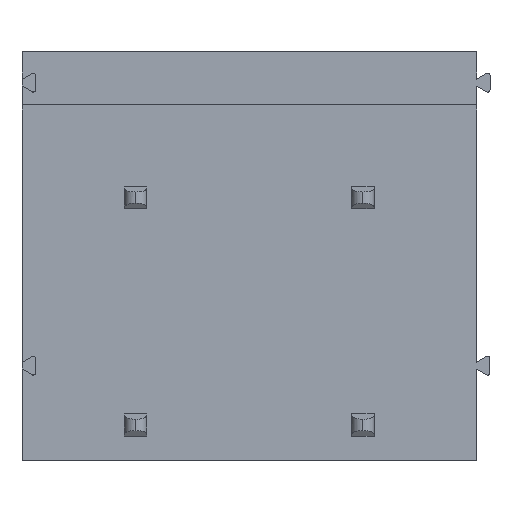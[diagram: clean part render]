
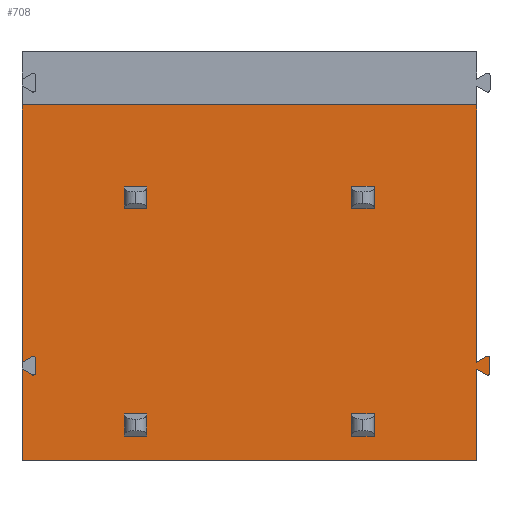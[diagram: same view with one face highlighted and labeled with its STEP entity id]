
A CAD part, front view. The second image highlights one B-rep face of the part: STEP entity #708.
In plain terms, the highlighted planar face has unit normal (0, -1, 0).
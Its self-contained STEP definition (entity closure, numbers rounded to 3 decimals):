
#11 = CIRCLE ( 'NONE', #1778, 0.1 ) ;
#63 = CARTESIAN_POINT ( 'NONE',  ( 0., 0., 0. ) ) ;
#124 = VECTOR ( 'NONE', #5927, 1000. ) ;
#126 = DIRECTION ( 'NONE',  ( 0., 1., 0. ) ) ;
#152 = CARTESIAN_POINT ( 'NONE',  ( 9.86, 0., -9.15 ) ) ;
#206 = CARTESIAN_POINT ( 'NONE',  ( 9.86, 0., -9.15 ) ) ;
#207 = DIRECTION ( 'NONE',  ( 0., 0., 1. ) ) ;
#337 = CARTESIAN_POINT ( 'NONE',  ( 10.46, 0., -5.225 ) ) ;
#339 = DIRECTION ( 'NONE',  ( 0., 1., 0. ) ) ;
#358 = EDGE_CURVE ( 'NONE', #5997, #1725, #4521, .T. ) ;
#373 = CIRCLE ( 'NONE', #4665, 0.1 ) ;
#379 = VERTEX_POINT ( 'NONE', #661 ) ;
#467 = VECTOR ( 'NONE', #926, 1000. ) ;
#478 = CARTESIAN_POINT ( 'NONE',  ( 10.31, 0., -5.312 ) ) ;
#525 = ORIENTED_EDGE ( 'NONE', *, *, #4999, .F. ) ;
#542 = DIRECTION ( 'NONE',  ( 1., 0., 0. ) ) ;
#586 = EDGE_CURVE ( 'NONE', #4638, #4384, #803, .T. ) ;
#615 = CARTESIAN_POINT ( 'NONE',  ( 9.86, 0., -9.15 ) ) ;
#632 = DIRECTION ( 'NONE',  ( 0., 1., 0. ) ) ;
#661 = CARTESIAN_POINT ( 'NONE',  ( 9.86, 0., -4.748 ) ) ;
#708 = ADVANCED_FACE ( 'NONE', ( #1739 ), #2777, .F. ) ;
#786 = DIRECTION ( 'NONE',  ( 0., 0., 1. ) ) ;
#803 = LINE ( 'NONE', #4508, #3545 ) ;
#814 = CARTESIAN_POINT ( 'NONE',  ( -10.01, 0., -5.312 ) ) ;
#852 = DIRECTION ( 'NONE',  ( 0., 0., -1. ) ) ;
#856 = DIRECTION ( 'NONE',  ( 0., 0., 1. ) ) ;
#890 = LINE ( 'NONE', #5315, #1398 ) ;
#906 = DIRECTION ( 'NONE',  ( 0.866, 0., 0.5 ) ) ;
#911 = ORIENTED_EDGE ( 'NONE', *, *, #4208, .T. ) ;
#926 = DIRECTION ( 'NONE',  ( 0.866, 0., 0.5 ) ) ;
#981 = EDGE_CURVE ( 'NONE', #2214, #5997, #1194, .T. ) ;
#992 = CARTESIAN_POINT ( 'NONE',  ( -9.86, 0., -4.575 ) ) ;
#1004 = CARTESIAN_POINT ( 'NONE',  ( 10.46, 0., -4.575 ) ) ;
#1046 = LINE ( 'NONE', #1388, #467 ) ;
#1059 = ORIENTED_EDGE ( 'NONE', *, *, #4169, .F. ) ;
#1088 = ORIENTED_EDGE ( 'NONE', *, *, #1204, .T. ) ;
#1089 = VECTOR ( 'NONE', #207, 1000. ) ;
#1091 = EDGE_CURVE ( 'NONE', #379, #1863, #1046, .T. ) ;
#1136 = CARTESIAN_POINT ( 'NONE',  ( -10.46, 0., 6.75 ) ) ;
#1149 = LINE ( 'NONE', #337, #3597 ) ;
#1194 = CIRCLE ( 'NONE', #2556, 0.1 ) ;
#1204 = EDGE_CURVE ( 'NONE', #3802, #1695, #3512, .T. ) ;
#1213 = CARTESIAN_POINT ( 'NONE',  ( -9.96, 0., -5.225 ) ) ;
#1236 = LINE ( 'NONE', #4453, #1089 ) ;
#1243 = CARTESIAN_POINT ( 'NONE',  ( -10.46, 0., -9.15 ) ) ;
#1302 = DIRECTION ( 'NONE',  ( 0., 0., -1. ) ) ;
#1349 = CARTESIAN_POINT ( 'NONE',  ( 9.86, 0., -5.052 ) ) ;
#1370 = EDGE_CURVE ( 'NONE', #1725, #1909, #1423, .T. ) ;
#1388 = CARTESIAN_POINT ( 'NONE',  ( 9.86, 0., -4.748 ) ) ;
#1398 = VECTOR ( 'NONE', #542, 1000. ) ;
#1423 = LINE ( 'NONE', #206, #4566 ) ;
#1434 = AXIS2_PLACEMENT_3D ( 'NONE', #1978, #126, #5806 ) ;
#1550 = EDGE_CURVE ( 'NONE', #1697, #4990, #5306, .T. ) ;
#1585 = VERTEX_POINT ( 'NONE', #2577 ) ;
#1652 = ORIENTED_EDGE ( 'NONE', *, *, #5440, .F. ) ;
#1658 = EDGE_CURVE ( 'NONE', #3802, #3732, #4182, .T. ) ;
#1695 = VERTEX_POINT ( 'NONE', #1741 ) ;
#1697 = VERTEX_POINT ( 'NONE', #814 ) ;
#1702 = EDGE_LOOP ( 'NONE', ( #4343, #5902, #4977, #4088, #6017, #5873, #1652, #3766, #1059, #2323, #525, #3113, #5518, #1088, #3876, #5301, #2342, #911 ) ) ;
#1725 = VERTEX_POINT ( 'NONE', #1349 ) ;
#1739 = FACE_OUTER_BOUND ( 'NONE', #1702, .T. ) ;
#1741 = CARTESIAN_POINT ( 'NONE',  ( -10.01, 0., -4.488 ) ) ;
#1759 = CARTESIAN_POINT ( 'NONE',  ( 10.36, 0., -5.325 ) ) ;
#1778 = AXIS2_PLACEMENT_3D ( 'NONE', #1213, #5557, #786 ) ;
#1863 = VERTEX_POINT ( 'NONE', #5819 ) ;
#1909 = VERTEX_POINT ( 'NONE', #152 ) ;
#1940 = DIRECTION ( 'NONE',  ( 0., 0., -1. ) ) ;
#1978 = CARTESIAN_POINT ( 'NONE',  ( -9.96, 0., -5.225 ) ) ;
#2077 = VERTEX_POINT ( 'NONE', #4431 ) ;
#2085 = VECTOR ( 'NONE', #856, 1000. ) ;
#2149 = DIRECTION ( 'NONE',  ( -1., 0., 0. ) ) ;
#2167 = DIRECTION ( 'NONE',  ( 0., 0., 1. ) ) ;
#2214 = VERTEX_POINT ( 'NONE', #1759 ) ;
#2257 = LINE ( 'NONE', #615, #3156 ) ;
#2323 = ORIENTED_EDGE ( 'NONE', *, *, #1091, .F. ) ;
#2342 = ORIENTED_EDGE ( 'NONE', *, *, #3841, .T. ) ;
#2400 = DIRECTION ( 'NONE',  ( 0., 1., 0. ) ) ;
#2472 = DIRECTION ( 'NONE',  ( 0., 0., -1. ) ) ;
#2518 = CARTESIAN_POINT ( 'NONE',  ( -10.46, 0., -5.052 ) ) ;
#2556 = AXIS2_PLACEMENT_3D ( 'NONE', #5554, #339, #5573 ) ;
#2577 = CARTESIAN_POINT ( 'NONE',  ( -10.46, 0., -9.15 ) ) ;
#2706 = EDGE_CURVE ( 'NONE', #3732, #5733, #890, .T. ) ;
#2718 = CARTESIAN_POINT ( 'NONE',  ( -10.46, 0., -9.15 ) ) ;
#2765 = AXIS2_PLACEMENT_3D ( 'NONE', #4828, #4297, #1940 ) ;
#2777 = PLANE ( 'NONE',  #5125 ) ;
#2844 = CIRCLE ( 'NONE', #2765, 0.1 ) ;
#2955 = LINE ( 'NONE', #1243, #5571 ) ;
#2991 = EDGE_CURVE ( 'NONE', #1909, #1585, #2955, .T. ) ;
#3113 = ORIENTED_EDGE ( 'NONE', *, *, #2706, .F. ) ;
#3128 = CARTESIAN_POINT ( 'NONE',  ( -10.01, 0., -5.312 ) ) ;
#3156 = VECTOR ( 'NONE', #2472, 1000. ) ;
#3360 = EDGE_CURVE ( 'NONE', #1695, #4638, #373, .T. ) ;
#3380 = CIRCLE ( 'NONE', #1434, 0.1 ) ;
#3401 = DIRECTION ( 'NONE',  ( 0., 0., 1. ) ) ;
#3512 = LINE ( 'NONE', #5168, #3739 ) ;
#3545 = VECTOR ( 'NONE', #852, 1000. ) ;
#3597 = VECTOR ( 'NONE', #1302, 1000. ) ;
#3732 = VERTEX_POINT ( 'NONE', #1136 ) ;
#3739 = VECTOR ( 'NONE', #906, 1000. ) ;
#3766 = ORIENTED_EDGE ( 'NONE', *, *, #5814, .F. ) ;
#3802 = VERTEX_POINT ( 'NONE', #4547 ) ;
#3841 = EDGE_CURVE ( 'NONE', #4384, #2077, #11, .T. ) ;
#3876 = ORIENTED_EDGE ( 'NONE', *, *, #3360, .T. ) ;
#4088 = ORIENTED_EDGE ( 'NONE', *, *, #1370, .F. ) ;
#4146 = EDGE_CURVE ( 'NONE', #1585, #4990, #1236, .T. ) ;
#4169 = EDGE_CURVE ( 'NONE', #1863, #5454, #4740, .T. ) ;
#4182 = LINE ( 'NONE', #2718, #2085 ) ;
#4208 = EDGE_CURVE ( 'NONE', #2077, #1697, #3380, .T. ) ;
#4224 = VECTOR ( 'NONE', #5375, 1000. ) ;
#4297 = DIRECTION ( 'NONE',  ( 0., 1., 0. ) ) ;
#4343 = ORIENTED_EDGE ( 'NONE', *, *, #1550, .T. ) ;
#4384 = VERTEX_POINT ( 'NONE', #6048 ) ;
#4421 = DIRECTION ( 'NONE',  ( 0., 0., -1. ) ) ;
#4431 = CARTESIAN_POINT ( 'NONE',  ( -9.96, 0., -5.325 ) ) ;
#4453 = CARTESIAN_POINT ( 'NONE',  ( -10.46, 0., -9.15 ) ) ;
#4508 = CARTESIAN_POINT ( 'NONE',  ( -9.86, 0., -4.575 ) ) ;
#4521 = LINE ( 'NONE', #5923, #4224 ) ;
#4547 = CARTESIAN_POINT ( 'NONE',  ( -10.46, 0., -4.748 ) ) ;
#4566 = VECTOR ( 'NONE', #4421, 1000. ) ;
#4638 = VERTEX_POINT ( 'NONE', #992 ) ;
#4665 = AXIS2_PLACEMENT_3D ( 'NONE', #5015, #5533, #2167 ) ;
#4720 = DIRECTION ( 'NONE',  ( 0., 0., 1. ) ) ;
#4740 = CIRCLE ( 'NONE', #5698, 0.1 ) ;
#4823 = CARTESIAN_POINT ( 'NONE',  ( 10.36, 0., -4.575 ) ) ;
#4828 = CARTESIAN_POINT ( 'NONE',  ( 10.36, 0., -5.225 ) ) ;
#4977 = ORIENTED_EDGE ( 'NONE', *, *, #2991, .F. ) ;
#4990 = VERTEX_POINT ( 'NONE', #2518 ) ;
#4999 = EDGE_CURVE ( 'NONE', #5733, #379, #2257, .T. ) ;
#5015 = CARTESIAN_POINT ( 'NONE',  ( -9.96, 0., -4.575 ) ) ;
#5125 = AXIS2_PLACEMENT_3D ( 'NONE', #63, #2400, #4720 ) ;
#5168 = CARTESIAN_POINT ( 'NONE',  ( -10.46, 0., -4.748 ) ) ;
#5301 = ORIENTED_EDGE ( 'NONE', *, *, #586, .T. ) ;
#5306 = LINE ( 'NONE', #3128, #124 ) ;
#5315 = CARTESIAN_POINT ( 'NONE',  ( -10.46, 0., 6.75 ) ) ;
#5375 = DIRECTION ( 'NONE',  ( -0.866, 0., 0.5 ) ) ;
#5440 = EDGE_CURVE ( 'NONE', #6083, #2214, #2844, .T. ) ;
#5454 = VERTEX_POINT ( 'NONE', #1004 ) ;
#5518 = ORIENTED_EDGE ( 'NONE', *, *, #1658, .F. ) ;
#5533 = DIRECTION ( 'NONE',  ( 0., 1., 0. ) ) ;
#5554 = CARTESIAN_POINT ( 'NONE',  ( 10.36, 0., -5.225 ) ) ;
#5557 = DIRECTION ( 'NONE',  ( 0., 1., 0. ) ) ;
#5571 = VECTOR ( 'NONE', #2149, 1000. ) ;
#5573 = DIRECTION ( 'NONE',  ( 0., 0., -1. ) ) ;
#5698 = AXIS2_PLACEMENT_3D ( 'NONE', #4823, #632, #3401 ) ;
#5733 = VERTEX_POINT ( 'NONE', #5989 ) ;
#5806 = DIRECTION ( 'NONE',  ( 0., 0., 1. ) ) ;
#5814 = EDGE_CURVE ( 'NONE', #5454, #6083, #1149, .T. ) ;
#5819 = CARTESIAN_POINT ( 'NONE',  ( 10.31, 0., -4.488 ) ) ;
#5823 = CARTESIAN_POINT ( 'NONE',  ( 10.46, 0., -5.225 ) ) ;
#5873 = ORIENTED_EDGE ( 'NONE', *, *, #981, .F. ) ;
#5902 = ORIENTED_EDGE ( 'NONE', *, *, #4146, .F. ) ;
#5923 = CARTESIAN_POINT ( 'NONE',  ( 9.86, 0., -5.052 ) ) ;
#5927 = DIRECTION ( 'NONE',  ( -0.866, 0., 0.5 ) ) ;
#5989 = CARTESIAN_POINT ( 'NONE',  ( 9.86, 0., 6.75 ) ) ;
#5997 = VERTEX_POINT ( 'NONE', #478 ) ;
#6017 = ORIENTED_EDGE ( 'NONE', *, *, #358, .F. ) ;
#6048 = CARTESIAN_POINT ( 'NONE',  ( -9.86, 0., -5.225 ) ) ;
#6083 = VERTEX_POINT ( 'NONE', #5823 ) ;
